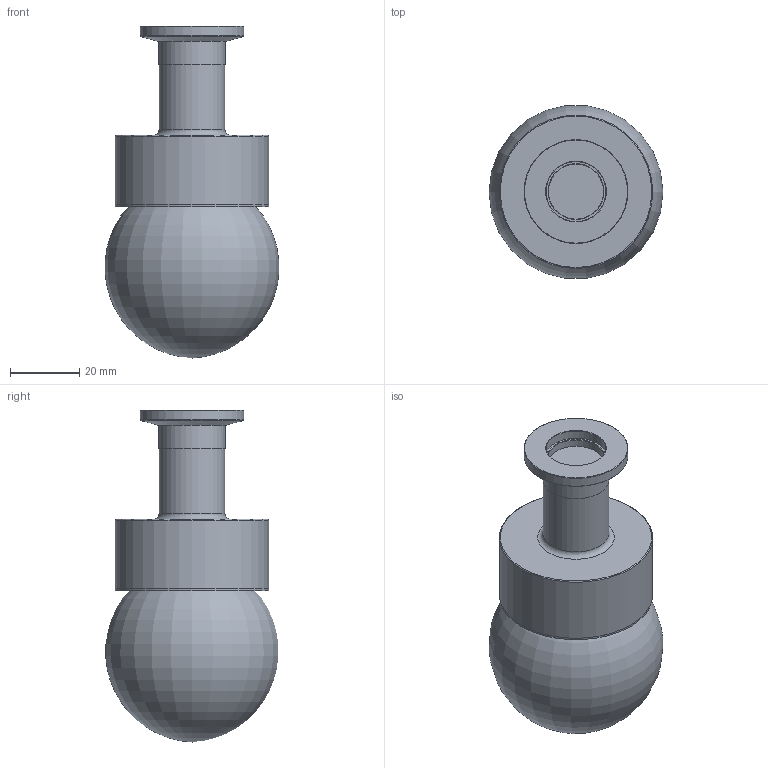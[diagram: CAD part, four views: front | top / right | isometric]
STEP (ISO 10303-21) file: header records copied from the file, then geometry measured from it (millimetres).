
FILE_DESCRIPTION(/* description */ ('Alibre Inc.'),/* implementation_level */ '2;1');
FILE_NAME(/* name */ 'export0',/* time_stamp */ '2018-06-26T10:37:08-07:00',/* author */ (''),/* organization */ (''),/* preprocessor_version */ 'ST-DEVELOPER v14',/* originating_system */ 'Alibre',/* authorisation */ '');
FILE_SCHEMA (('CONFIG_CONTROL_DESIGN'));
Length unit declared in the file: centimetre
Products named in the file (1): ID_1
Bounding box: 50.16 x 49.79 x 95.74 mm (x, y, z)
Volume: 104753.8 mm3; surface area: 16133.2 mm2
Topology: 1 solids, 2 shells, 48 faces, 113 edges, 74 vertices
Faces by surface type: plane 29, cylinder 9, cone 5, torus 3, sphere 2
Full cylindrical faces by diameter (mm): 15.875 x1, 17.272 x1, 19.025 x1, 19.05 x1, 29.972 x1, 35.789 x1, 35.814 x1, 44.181 x1, 44.196 x1
Entity records: 1307 total; most frequent: DIRECTION 218, CARTESIAN_POINT 202, ORIENTED_EDGE 172, AXIS2_PLACEMENT_3D 115, EDGE_CURVE 86, FACE_BOUND 75, EDGE_LOOP 74, VERTEX_POINT 67
